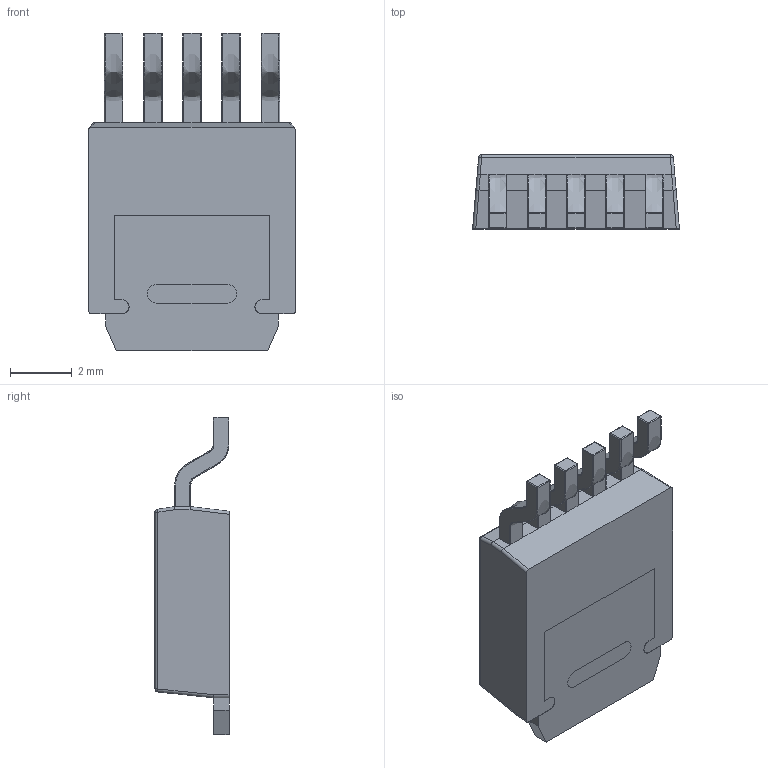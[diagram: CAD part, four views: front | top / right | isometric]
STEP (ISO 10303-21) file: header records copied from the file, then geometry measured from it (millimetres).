
FILE_DESCRIPTION (( 'STEP AP214' ), '1' );
FILE_NAME ('User Library-DPAK-5.STEP', '2015-05-16T16:31:10', ( 'Windows User' ), ( '' ), 'SwSTEP 2.0', 'SolidWorks 2015', '' );
FILE_SCHEMA (( 'AUTOMOTIVE_DESIGN' ));
Length unit declared in the file: millimetre
Products named in the file (1): User Library-DPAK-5
Bounding box: 6.7 x 2.4 x 10.3 mm (x, y, z)
Volume: 103 mm3; surface area: 192.9 mm2
Topology: 1 solids, 1 shells, 323 faces, 855 edges, 516 vertices
Faces by surface type: bspline 154, plane 94, cylinder 47, sphere 28
Entity records: 19505 total; most frequent: CARTESIAN_POINT 9138, ORIENTED_EDGE 1654, DIRECTION 1063, EDGE_CURVE 827, VERTEX_POINT 516, AXIS2_PLACEMENT_3D 370, EDGE_LOOP 333, UNCERTAINTY_MEASURE_WITH_UNIT 326
